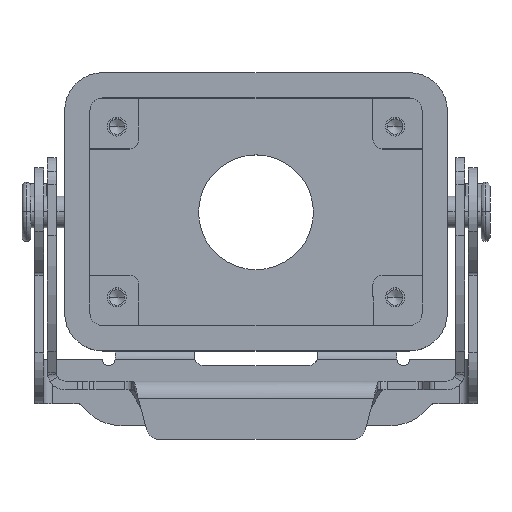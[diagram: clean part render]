
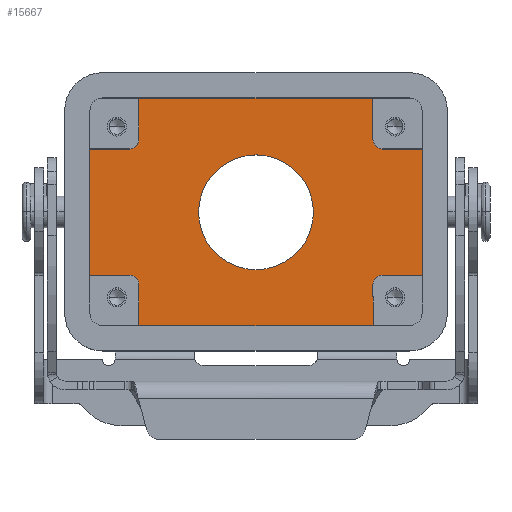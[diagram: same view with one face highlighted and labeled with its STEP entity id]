
A CAD part, top view. The second image highlights one B-rep face of the part: STEP entity #15667.
In plain terms, the highlighted planar face has unit normal (0, 0, 1).
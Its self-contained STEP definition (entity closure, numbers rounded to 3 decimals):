
#7773=CARTESIAN_POINT('',(-9.08,0.,-33.5));
#7774=VERTEX_POINT('',#7773);
#7790=CARTESIAN_POINT('',(9.08,0.,-33.5));
#7791=VERTEX_POINT('',#7790);
#7798=CARTESIAN_POINT('',(0.0,0.0,-33.5));
#7799=DIRECTION('',(0.0,0.0,-1.0));
#7800=DIRECTION('',(-1.0,0.0,0.0));
#7801=AXIS2_PLACEMENT_3D('',#7798,#7799,#7800);
#7802=CIRCLE('',#7801,9.08);
#7803=EDGE_CURVE('',#7774,#7791,#7802,.T.);
#13862=CARTESIAN_POINT('',(-18.5,-18.75,-33.5));
#13863=VERTEX_POINT('',#13862);
#13872=CARTESIAN_POINT('',(-18.5,-11.5,-33.5));
#13873=VERTEX_POINT('',#13872);
#13874=CARTESIAN_POINT('',(-18.5,-11.5,-33.5));
#13875=DIRECTION('',(0.0,-1.0,0.0));
#13876=VECTOR('',#13875,7.25);
#13877=LINE('',#13874,#13876);
#13878=EDGE_CURVE('',#13873,#13863,#13877,.T.);
#13902=CARTESIAN_POINT('',(-20.0,-10.0,-33.5));
#13903=VERTEX_POINT('',#13902);
#13904=CARTESIAN_POINT('',(-20.0,-11.5,-33.5));
#13905=DIRECTION('',(0.0,0.0,-1.0));
#13906=DIRECTION('',(-1.0,0.0,0.0));
#13907=AXIS2_PLACEMENT_3D('',#13904,#13905,#13906);
#13908=CIRCLE('',#13907,1.5);
#13909=EDGE_CURVE('',#13903,#13873,#13908,.T.);
#13935=CARTESIAN_POINT('',(-27.0,-10.0,-33.5));
#13936=VERTEX_POINT('',#13935);
#13937=CARTESIAN_POINT('',(-27.0,-10.0,-33.5));
#13938=DIRECTION('',(1.0,0.0,0.0));
#13939=VECTOR('',#13938,7.0);
#13940=LINE('',#13937,#13939);
#13941=EDGE_CURVE('',#13936,#13903,#13940,.T.);
#14006=CARTESIAN_POINT('',(-18.5,18.75,-33.5));
#14007=VERTEX_POINT('',#14006);
#14022=CARTESIAN_POINT('',(-18.5,11.5,-33.5));
#14023=VERTEX_POINT('',#14022);
#14030=CARTESIAN_POINT('',(-18.5,18.75,-33.5));
#14031=DIRECTION('',(0.0,-1.0,0.0));
#14032=VECTOR('',#14031,7.25);
#14033=LINE('',#14030,#14032);
#14034=EDGE_CURVE('',#14007,#14023,#14033,.T.);
#14097=CARTESIAN_POINT('',(-20.0,10.0,-33.5));
#14098=VERTEX_POINT('',#14097);
#14099=CARTESIAN_POINT('',(-20.0,11.5,-33.5));
#14100=DIRECTION('',(0.0,0.0,-1.0));
#14101=DIRECTION('',(0.0,-1.0,0.0));
#14102=AXIS2_PLACEMENT_3D('',#14099,#14100,#14101);
#14103=CIRCLE('',#14102,1.5);
#14104=EDGE_CURVE('',#14023,#14098,#14103,.T.);
#14122=CARTESIAN_POINT('',(-27.0,10.0,-33.5));
#14123=VERTEX_POINT('',#14122);
#14124=CARTESIAN_POINT('',(-20.0,10.0,-33.5));
#14125=DIRECTION('',(-1.0,0.0,0.0));
#14126=VECTOR('',#14125,7.0);
#14127=LINE('',#14124,#14126);
#14128=EDGE_CURVE('',#14098,#14123,#14127,.T.);
#14148=CARTESIAN_POINT('',(18.5,-18.75,-33.5));
#14149=VERTEX_POINT('',#14148);
#14164=CARTESIAN_POINT('',(18.5,-11.5,-33.5));
#14165=VERTEX_POINT('',#14164);
#14172=CARTESIAN_POINT('',(18.5,-18.75,-33.5));
#14173=DIRECTION('',(0.0,1.0,0.0));
#14174=VECTOR('',#14173,7.25);
#14175=LINE('',#14172,#14174);
#14176=EDGE_CURVE('',#14149,#14165,#14175,.T.);
#14239=CARTESIAN_POINT('',(20.,-10.,-33.5));
#14240=VERTEX_POINT('',#14239);
#14241=CARTESIAN_POINT('',(20.,-11.5,-33.5));
#14242=DIRECTION('',(0.0,0.0,-1.0));
#14243=DIRECTION('',(0.0,1.0,0.0));
#14244=AXIS2_PLACEMENT_3D('',#14241,#14242,#14243);
#14245=CIRCLE('',#14244,1.5);
#14246=EDGE_CURVE('',#14165,#14240,#14245,.T.);
#14264=CARTESIAN_POINT('',(27.,-10.,-33.5));
#14265=VERTEX_POINT('',#14264);
#14266=CARTESIAN_POINT('',(20.,-10.,-33.5));
#14267=DIRECTION('',(1.0,0.0,0.0));
#14268=VECTOR('',#14267,7.);
#14269=LINE('',#14266,#14268);
#14270=EDGE_CURVE('',#14240,#14265,#14269,.T.);
#14288=CARTESIAN_POINT('',(18.5,18.75,-33.5));
#14289=VERTEX_POINT('',#14288);
#14298=CARTESIAN_POINT('',(18.5,11.5,-33.5));
#14299=VERTEX_POINT('',#14298);
#14300=CARTESIAN_POINT('',(18.5,11.5,-33.5));
#14301=DIRECTION('',(0.0,1.0,0.0));
#14302=VECTOR('',#14301,7.25);
#14303=LINE('',#14300,#14302);
#14304=EDGE_CURVE('',#14299,#14289,#14303,.T.);
#14328=CARTESIAN_POINT('',(20.0,10.0,-33.5));
#14329=VERTEX_POINT('',#14328);
#14330=CARTESIAN_POINT('',(20.0,11.5,-33.5));
#14331=DIRECTION('',(0.0,0.0,-1.0));
#14332=DIRECTION('',(1.0,0.0,0.0));
#14333=AXIS2_PLACEMENT_3D('',#14330,#14331,#14332);
#14334=CIRCLE('',#14333,1.5);
#14335=EDGE_CURVE('',#14329,#14299,#14334,.T.);
#14361=CARTESIAN_POINT('',(27.,10.0,-33.5));
#14362=VERTEX_POINT('',#14361);
#14363=CARTESIAN_POINT('',(27.,10.0,-33.5));
#14364=DIRECTION('',(-1.0,0.0,0.0));
#14365=VECTOR('',#14364,7.);
#14366=LINE('',#14363,#14365);
#14367=EDGE_CURVE('',#14362,#14329,#14366,.T.);
#14536=CARTESIAN_POINT('',(-27.0,10.0,-33.5));
#14537=DIRECTION('',(0.0,-1.0,0.0));
#14538=VECTOR('',#14537,20.0);
#14539=LINE('',#14536,#14538);
#14540=EDGE_CURVE('',#14123,#13936,#14539,.T.);
#14622=CARTESIAN_POINT('',(-18.5,-18.75,-33.5));
#14623=DIRECTION('',(1.0,0.0,0.0));
#14624=VECTOR('',#14623,37.);
#14625=LINE('',#14622,#14624);
#14626=EDGE_CURVE('',#13863,#14149,#14625,.T.);
#14813=CARTESIAN_POINT('',(0.0,0.0,-33.5));
#14814=DIRECTION('',(0.0,0.0,-1.0));
#14815=DIRECTION('',(-1.0,0.0,0.0));
#14816=AXIS2_PLACEMENT_3D('',#14813,#14814,#14815);
#14817=CIRCLE('',#14816,9.08);
#14818=EDGE_CURVE('',#7791,#7774,#14817,.T.);
#15475=CARTESIAN_POINT('',(27.,-10.,-33.5));
#15476=DIRECTION('',(0.0,1.0,0.0));
#15477=VECTOR('',#15476,20.);
#15478=LINE('',#15475,#15477);
#15479=EDGE_CURVE('',#14265,#14362,#15478,.T.);
#15495=CARTESIAN_POINT('',(18.5,18.75,-33.5));
#15496=DIRECTION('',(-1.0,0.0,0.0));
#15497=VECTOR('',#15496,37.0);
#15498=LINE('',#15495,#15497);
#15499=EDGE_CURVE('',#14289,#14007,#15498,.T.);
#15640=CARTESIAN_POINT('',(0.,0.,-33.5));
#15641=DIRECTION('',(0.0,0.0,1.0));
#15642=DIRECTION('',(1.0,0.0,0.0));
#15643=AXIS2_PLACEMENT_3D('',#15640,#15641,#15642);
#15644=PLANE('',#15643);
#15645=ORIENTED_EDGE('',*,*,#13878,.T.);
#15646=ORIENTED_EDGE('',*,*,#14626,.T.);
#15647=ORIENTED_EDGE('',*,*,#14176,.T.);
#15648=ORIENTED_EDGE('',*,*,#14246,.T.);
#15649=ORIENTED_EDGE('',*,*,#14270,.T.);
#15650=ORIENTED_EDGE('',*,*,#15479,.T.);
#15651=ORIENTED_EDGE('',*,*,#14367,.T.);
#15652=ORIENTED_EDGE('',*,*,#14335,.T.);
#15653=ORIENTED_EDGE('',*,*,#14304,.T.);
#15654=ORIENTED_EDGE('',*,*,#15499,.T.);
#15655=ORIENTED_EDGE('',*,*,#14034,.T.);
#15656=ORIENTED_EDGE('',*,*,#14104,.T.);
#15657=ORIENTED_EDGE('',*,*,#14128,.T.);
#15658=ORIENTED_EDGE('',*,*,#14540,.T.);
#15659=ORIENTED_EDGE('',*,*,#13941,.T.);
#15660=ORIENTED_EDGE('',*,*,#13909,.T.);
#15661=EDGE_LOOP('',(#15645,#15646,#15647,#15648,#15649,#15650,#15651,#15652,#15653,#15654,#15655,#15656,#15657,#15658,#15659,#15660));
#15662=FACE_OUTER_BOUND('',#15661,.T.);
#15663=ORIENTED_EDGE('',*,*,#14818,.T.);
#15664=ORIENTED_EDGE('',*,*,#7803,.T.);
#15665=EDGE_LOOP('',(#15663,#15664));
#15666=FACE_BOUND('',#15665,.T.);
#15667=ADVANCED_FACE('',(#15662,#15666),#15644,.T.);
